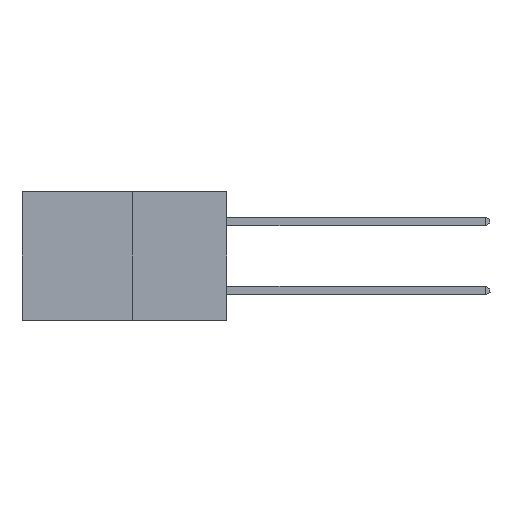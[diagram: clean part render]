
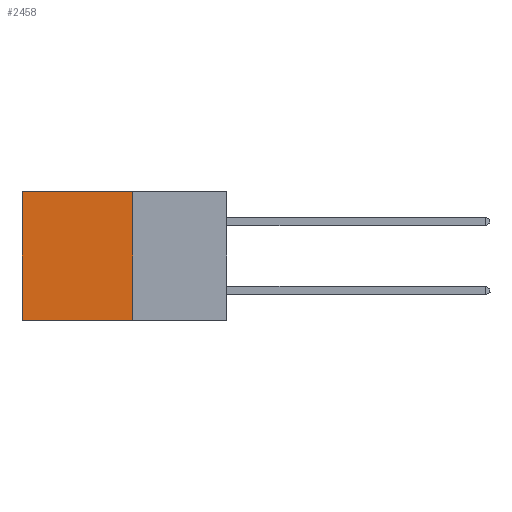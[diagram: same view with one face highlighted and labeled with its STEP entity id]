
A CAD part, left-side view. The second image highlights one B-rep face of the part: STEP entity #2458.
In plain terms, the highlighted planar face has unit normal (-1, 0, 0).
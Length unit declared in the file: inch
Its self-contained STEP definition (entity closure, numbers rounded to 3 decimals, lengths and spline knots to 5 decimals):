
#658 = CARTESIAN_POINT ( 'NONE',  ( 0.277, 0.59, -0.37 ) ) ;
#750 = DIRECTION ( 'NONE',  ( 0., 0., -1. ) ) ;
#956 = ORIENTED_EDGE ( 'NONE', *, *, #11253, .T. ) ;
#1065 = DIRECTION ( 'NONE',  ( 0., 1., 0. ) ) ;
#1092 = VECTOR ( 'NONE', #750, 39.37008 ) ;
#1181 = EDGE_LOOP ( 'NONE', ( #956, #9786, #8651, #9526 ) ) ;
#1642 = CARTESIAN_POINT ( 'NONE',  ( 0.277, 0.27, 0. ) ) ;
#1962 = CARTESIAN_POINT ( 'NONE',  ( 0.277, 0.27, 0. ) ) ;
#1973 = VERTEX_POINT ( 'NONE', #8108 ) ;
#2184 = PLANE ( 'NONE',  #7400 ) ;
#2201 = CARTESIAN_POINT ( 'NONE',  ( 0.277, 0.27, -0.37 ) ) ;
#2438 = DIRECTION ( 'NONE',  ( 0., 0., -1. ) ) ;
#2458 = ADVANCED_FACE ( 'NONE', ( #10468 ), #2184, .F. ) ;
#2657 = VERTEX_POINT ( 'NONE', #11070 ) ;
#2971 = DIRECTION ( 'NONE',  ( 1., 0., 0. ) ) ;
#3827 = LINE ( 'NONE', #6156, #1092 ) ;
#4061 = VECTOR ( 'NONE', #2438, 39.37008 ) ;
#5500 = DIRECTION ( 'NONE',  ( 0., 0., -1. ) ) ;
#6153 = LINE ( 'NONE', #7815, #4061 ) ;
#6156 = CARTESIAN_POINT ( 'NONE',  ( 0.277, 0.27, -0.37 ) ) ;
#6898 = EDGE_CURVE ( 'NONE', #9807, #2657, #3827, .T. ) ;
#6991 = VECTOR ( 'NONE', #1065, 39.37008 ) ;
#7255 = LINE ( 'NONE', #1962, #6991 ) ;
#7400 = AXIS2_PLACEMENT_3D ( 'NONE', #2201, #2971, #5500 ) ;
#7571 = EDGE_CURVE ( 'NONE', #2657, #9169, #8346, .T. ) ;
#7701 = EDGE_CURVE ( 'NONE', #9807, #1973, #7255, .T. ) ;
#7815 = CARTESIAN_POINT ( 'NONE',  ( 0.277, 0.59, -0.37 ) ) ;
#8108 = CARTESIAN_POINT ( 'NONE',  ( 0.277, 0.59, 0. ) ) ;
#8346 = LINE ( 'NONE', #8917, #10507 ) ;
#8651 = ORIENTED_EDGE ( 'NONE', *, *, #6898, .F. ) ;
#8917 = CARTESIAN_POINT ( 'NONE',  ( 0.277, 0.27, -0.37 ) ) ;
#9169 = VERTEX_POINT ( 'NONE', #658 ) ;
#9526 = ORIENTED_EDGE ( 'NONE', *, *, #7701, .T. ) ;
#9717 = DIRECTION ( 'NONE',  ( 0., 1., 0. ) ) ;
#9786 = ORIENTED_EDGE ( 'NONE', *, *, #7571, .F. ) ;
#9807 = VERTEX_POINT ( 'NONE', #1642 ) ;
#10468 = FACE_OUTER_BOUND ( 'NONE', #1181, .T. ) ;
#10507 = VECTOR ( 'NONE', #9717, 39.37008 ) ;
#11070 = CARTESIAN_POINT ( 'NONE',  ( 0.277, 0.27, -0.37 ) ) ;
#11253 = EDGE_CURVE ( 'NONE', #1973, #9169, #6153, .T. ) ;
